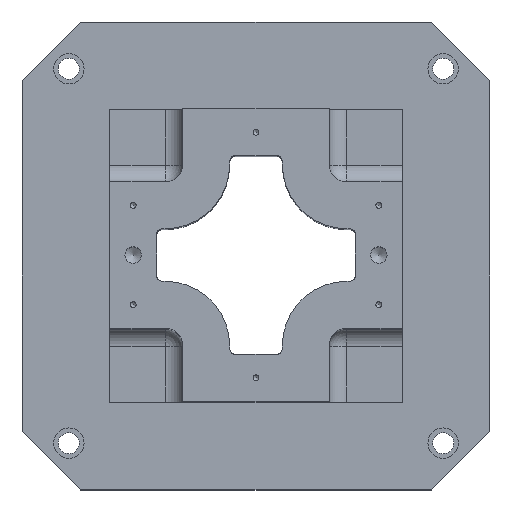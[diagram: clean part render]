
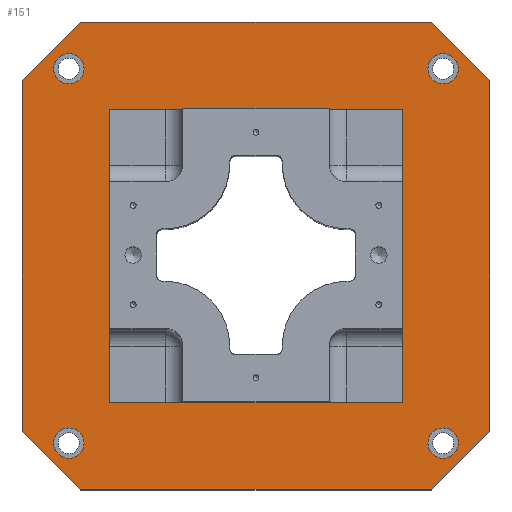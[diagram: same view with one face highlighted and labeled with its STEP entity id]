
A CAD part, top view. The second image highlights one B-rep face of the part: STEP entity #151.
In plain terms, the highlighted planar face has unit normal (0, 0, 1).
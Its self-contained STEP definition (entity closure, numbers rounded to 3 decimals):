
#151 = ADVANCED_FACE( '', ( #534, #535, #536, #537, #538, #539 ), #540, .F. );
#534 = FACE_BOUND( '', #1368, .T. );
#535 = FACE_BOUND( '', #1369, .T. );
#536 = FACE_BOUND( '', #1370, .T. );
#537 = FACE_BOUND( '', #1371, .T. );
#538 = FACE_OUTER_BOUND( '', #1372, .T. );
#539 = FACE_BOUND( '', #1373, .T. );
#540 = PLANE( '', #1374 );
#1368 = EDGE_LOOP( '', ( #2500 ) );
#1369 = EDGE_LOOP( '', ( #2501 ) );
#1370 = EDGE_LOOP( '', ( #2502 ) );
#1371 = EDGE_LOOP( '', ( #2503 ) );
#1372 = EDGE_LOOP( '', ( #2504, #2505, #2506, #2507, #2508, #2509, #2510, #2511 ) );
#1373 = EDGE_LOOP( '', ( #2512, #2513, #2514, #2515 ) );
#1374 = AXIS2_PLACEMENT_3D( '', #2516, #2517, #2518 );
#2500 = ORIENTED_EDGE( '', *, *, #3623, .T. );
#2501 = ORIENTED_EDGE( '', *, *, #3627, .T. );
#2502 = ORIENTED_EDGE( '', *, *, #3631, .T. );
#2503 = ORIENTED_EDGE( '', *, *, #3635, .T. );
#2504 = ORIENTED_EDGE( '', *, *, #3774, .T. );
#2505 = ORIENTED_EDGE( '', *, *, #3775, .T. );
#2506 = ORIENTED_EDGE( '', *, *, #3776, .T. );
#2507 = ORIENTED_EDGE( '', *, *, #3559, .T. );
#2508 = ORIENTED_EDGE( '', *, *, #3777, .T. );
#2509 = ORIENTED_EDGE( '', *, *, #3778, .T. );
#2510 = ORIENTED_EDGE( '', *, *, #3779, .T. );
#2511 = ORIENTED_EDGE( '', *, *, #3780, .T. );
#2512 = ORIENTED_EDGE( '', *, *, #3781, .F. );
#2513 = ORIENTED_EDGE( '', *, *, #3763, .F. );
#2514 = ORIENTED_EDGE( '', *, *, #3782, .F. );
#2515 = ORIENTED_EDGE( '', *, *, #3783, .F. );
#2516 = CARTESIAN_POINT( '', ( -200., 200., 50. ) );
#2517 = DIRECTION( '', ( 0., 0., -1. ) );
#2518 = DIRECTION( '', ( -1., 0., 0. ) );
#3559 = EDGE_CURVE( '', #4048, #4049, #4050, .F. );
#3623 = EDGE_CURVE( '', #4148, #4148, #4149, .T. );
#3627 = EDGE_CURVE( '', #4156, #4156, #4157, .T. );
#3631 = EDGE_CURVE( '', #4164, #4164, #4165, .T. );
#3635 = EDGE_CURVE( '', #4172, #4172, #4173, .T. );
#3763 = EDGE_CURVE( '', #4399, #4401, #4402, .T. );
#3774 = EDGE_CURVE( '', #4418, #4419, #4420, .T. );
#3775 = EDGE_CURVE( '', #4419, #4421, #4422, .F. );
#3776 = EDGE_CURVE( '', #4421, #4048, #4423, .T. );
#3777 = EDGE_CURVE( '', #4049, #4424, #4425, .T. );
#3778 = EDGE_CURVE( '', #4424, #4426, #4427, .F. );
#3779 = EDGE_CURVE( '', #4426, #4428, #4429, .T. );
#3780 = EDGE_CURVE( '', #4428, #4418, #4430, .F. );
#3781 = EDGE_CURVE( '', #4401, #4431, #4432, .T. );
#3782 = EDGE_CURVE( '', #4433, #4399, #4434, .T. );
#3783 = EDGE_CURVE( '', #4431, #4433, #4435, .T. );
#4048 = VERTEX_POINT( '', #4808 );
#4049 = VERTEX_POINT( '', #4809 );
#4050 = LINE( '', #4810, #4811 );
#4148 = VERTEX_POINT( '', #5395 );
#4149 = CIRCLE( '', #5396, 13. );
#4156 = VERTEX_POINT( '', #5403 );
#4157 = CIRCLE( '', #5404, 13. );
#4164 = VERTEX_POINT( '', #5411 );
#4165 = CIRCLE( '', #5412, 13. );
#4172 = VERTEX_POINT( '', #5419 );
#4173 = CIRCLE( '', #5420, 13. );
#4399 = VERTEX_POINT( '', #5731 );
#4401 = VERTEX_POINT( '', #5734 );
#4402 = LINE( '', #5735, #5736 );
#4418 = VERTEX_POINT( '', #5762 );
#4419 = VERTEX_POINT( '', #5763 );
#4420 = LINE( '', #5764, #5765 );
#4421 = VERTEX_POINT( '', #5766 );
#4422 = LINE( '', #5767, #5768 );
#4423 = LINE( '', #5769, #5770 );
#4424 = VERTEX_POINT( '', #5771 );
#4425 = LINE( '', #5772, #5773 );
#4426 = VERTEX_POINT( '', #5774 );
#4427 = LINE( '', #5775, #5776 );
#4428 = VERTEX_POINT( '', #5777 );
#4429 = LINE( '', #5778, #5779 );
#4430 = LINE( '', #5780, #5781 );
#4431 = VERTEX_POINT( '', #5782 );
#4432 = LINE( '', #5783, #5784 );
#4433 = VERTEX_POINT( '', #5785 );
#4434 = LINE( '', #5786, #5787 );
#4435 = LINE( '', #5788, #5789 );
#4808 = CARTESIAN_POINT( '', ( -200., -150., 50. ) );
#4809 = CARTESIAN_POINT( '', ( -150., -200., 50. ) );
#4810 = CARTESIAN_POINT( '', ( -150., -200., 50. ) );
#4811 = VECTOR( '', #9240, 1000. );
#5395 = CARTESIAN_POINT( '', ( -160., -173., 50. ) );
#5396 = AXIS2_PLACEMENT_3D( '', #9351, #9352, #9353 );
#5403 = CARTESIAN_POINT( '', ( 160., -173., 50. ) );
#5404 = AXIS2_PLACEMENT_3D( '', #9363, #9364, #9365 );
#5411 = CARTESIAN_POINT( '', ( 160., 147., 50. ) );
#5412 = AXIS2_PLACEMENT_3D( '', #9375, #9376, #9377 );
#5419 = CARTESIAN_POINT( '', ( -160., 147., 50. ) );
#5420 = AXIS2_PLACEMENT_3D( '', #9387, #9388, #9389 );
#5731 = CARTESIAN_POINT( '', ( 125., 125., 50. ) );
#5734 = CARTESIAN_POINT( '', ( -125., 125., 50. ) );
#5735 = CARTESIAN_POINT( '', ( 125., 125., 50. ) );
#5736 = VECTOR( '', #9599, 1000. );
#5762 = CARTESIAN_POINT( '', ( 150., 200., 50. ) );
#5763 = CARTESIAN_POINT( '', ( -150., 200., 50. ) );
#5764 = CARTESIAN_POINT( '', ( 200., 200., 50. ) );
#5765 = VECTOR( '', #9610, 1000. );
#5766 = CARTESIAN_POINT( '', ( -200., 150., 50. ) );
#5767 = CARTESIAN_POINT( '', ( -200., 150., 50. ) );
#5768 = VECTOR( '', #9611, 1000. );
#5769 = CARTESIAN_POINT( '', ( -200., 200., 50. ) );
#5770 = VECTOR( '', #9612, 1000. );
#5771 = CARTESIAN_POINT( '', ( 150., -200., 50. ) );
#5772 = CARTESIAN_POINT( '', ( -200., -200., 50. ) );
#5773 = VECTOR( '', #9613, 1000. );
#5774 = CARTESIAN_POINT( '', ( 200., -150., 50. ) );
#5775 = CARTESIAN_POINT( '', ( 200., -150., 50. ) );
#5776 = VECTOR( '', #9614, 1000. );
#5777 = CARTESIAN_POINT( '', ( 200., 150., 50. ) );
#5778 = CARTESIAN_POINT( '', ( 200., -200., 50. ) );
#5779 = VECTOR( '', #9615, 1000. );
#5780 = CARTESIAN_POINT( '', ( 150., 200., 50. ) );
#5781 = VECTOR( '', #9616, 1000. );
#5782 = CARTESIAN_POINT( '', ( -125., -125., 50. ) );
#5783 = CARTESIAN_POINT( '', ( -125., 125., 50. ) );
#5784 = VECTOR( '', #9617, 1000. );
#5785 = CARTESIAN_POINT( '', ( 125., -125., 50. ) );
#5786 = CARTESIAN_POINT( '', ( 125., -125., 50. ) );
#5787 = VECTOR( '', #9618, 1000. );
#5788 = CARTESIAN_POINT( '', ( -125., -125., 50. ) );
#5789 = VECTOR( '', #9619, 1000. );
#9240 = DIRECTION( '', ( -0.707, 0.707, 0. ) );
#9351 = CARTESIAN_POINT( '', ( -160., -160., 50. ) );
#9352 = DIRECTION( '', ( 0., 0., -1. ) );
#9353 = DIRECTION( '', ( 0., -1., 0. ) );
#9363 = CARTESIAN_POINT( '', ( 160., -160., 50. ) );
#9364 = DIRECTION( '', ( 0., 0., -1. ) );
#9365 = DIRECTION( '', ( 0., -1., 0. ) );
#9375 = CARTESIAN_POINT( '', ( 160., 160., 50. ) );
#9376 = DIRECTION( '', ( 0., 0., -1. ) );
#9377 = DIRECTION( '', ( 0., -1., 0. ) );
#9387 = CARTESIAN_POINT( '', ( -160., 160., 50. ) );
#9388 = DIRECTION( '', ( 0., 0., -1. ) );
#9389 = DIRECTION( '', ( 0., -1., 0. ) );
#9599 = DIRECTION( '', ( -1., 0., 0. ) );
#9610 = DIRECTION( '', ( -1., 0., 0. ) );
#9611 = DIRECTION( '', ( 0.707, 0.707, 0. ) );
#9612 = DIRECTION( '', ( 0., -1., 0. ) );
#9613 = DIRECTION( '', ( 1., 0., 0. ) );
#9614 = DIRECTION( '', ( -0.707, -0.707, 0. ) );
#9615 = DIRECTION( '', ( 0., 1., 0. ) );
#9616 = DIRECTION( '', ( 0.707, -0.707, 0. ) );
#9617 = DIRECTION( '', ( 0., -1., 0. ) );
#9618 = DIRECTION( '', ( 0., 1., 0. ) );
#9619 = DIRECTION( '', ( 1., 0., 0. ) );
